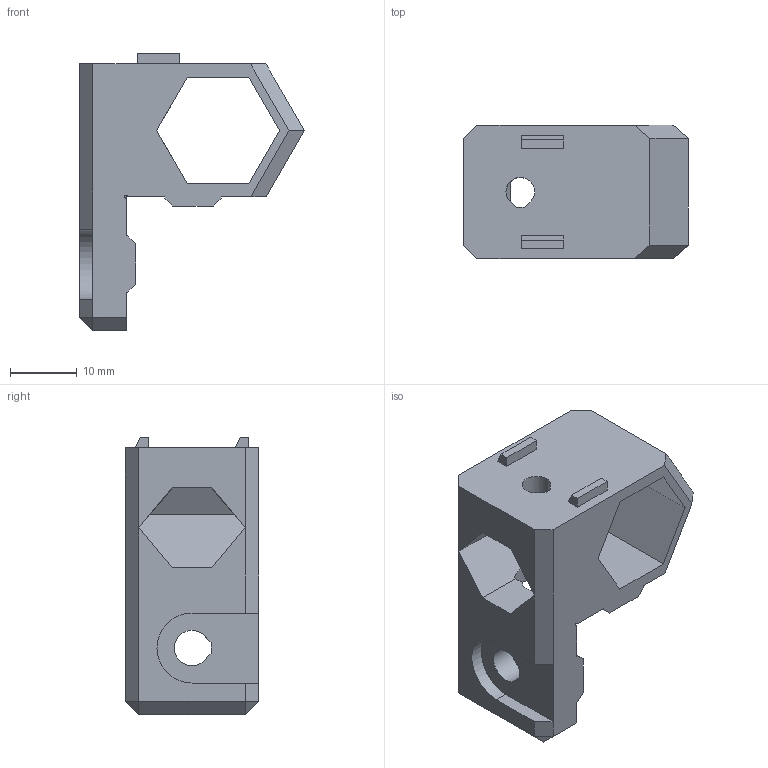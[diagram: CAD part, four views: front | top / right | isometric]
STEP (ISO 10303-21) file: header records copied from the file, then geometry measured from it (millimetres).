
FILE_DESCRIPTION(/* description */ (''),/* implementation_level */ '2;1');
FILE_NAME(/* name */ 'psu_upper_mount.step',/* time_stamp */ '2018-01-12T20:49:14+01:00',/* author */ ('gregsaun'),/* organization */ (''),/* preprocessor_version */ 'ST-DEVELOPER v16.13',/* originating_system */ 'Autodesk Translation Framework v6.5.0.72',/* authorisation */ '');
FILE_SCHEMA (('AUTOMOTIVE_DESIGN { 1 0 10303 214 3 1 1 }'));
Length unit declared in the file: millimetre
Products named in the file (1): psu_upper_mount
Bounding box: 33.72 x 20 x 41.6 mm (x, y, z)
Volume: 8444.9 mm3; surface area: 5363.3 mm2
Topology: 1 solids, 1 shells, 87 faces, 247 edges, 159 vertices
Faces by surface type: plane 77, cylinder 9, cone 1
Entity records: 2844 total; most frequent: CARTESIAN_POINT 525, ORIENTED_EDGE 494, DIRECTION 441, EDGE_CURVE 247, LINE 217, VECTOR 217, VERTEX_POINT 159, AXIS2_PLACEMENT_3D 112
